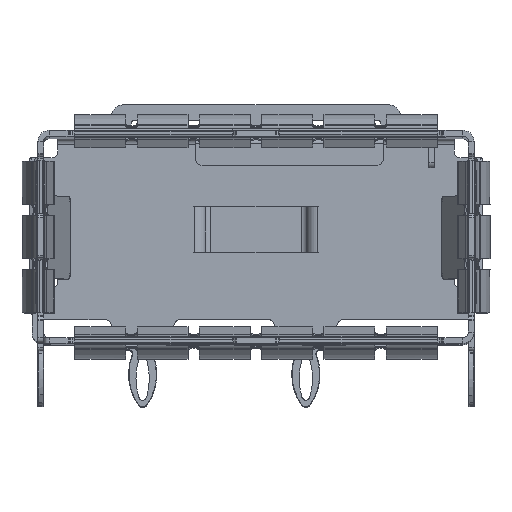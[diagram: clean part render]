
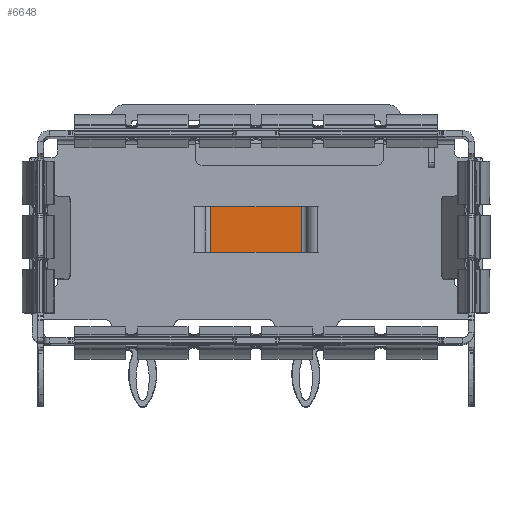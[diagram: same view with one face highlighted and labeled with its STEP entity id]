
A CAD part, top view. The second image highlights one B-rep face of the part: STEP entity #6648.
In plain terms, the highlighted planar face has unit normal (0, 0, 1).
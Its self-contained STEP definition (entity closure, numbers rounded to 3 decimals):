
#731 = EDGE_LOOP ( 'NONE', ( #54373, #92231, #43408, #99143 ) ) ;
#1088 = CARTESIAN_POINT ( 'NONE',  ( -2., 4.15, -71.575 ) ) ;
#2251 = EDGE_CURVE ( 'NONE', #62629, #12916, #65472, .T. ) ;
#5820 = DIRECTION ( 'NONE',  ( 0., 0., -1. ) ) ;
#6648 = ADVANCED_FACE ( 'NONE', ( #30779 ), #73700, .F. ) ;
#7181 = CARTESIAN_POINT ( 'NONE',  ( 2., 6.16, -71.575 ) ) ;
#12916 = VERTEX_POINT ( 'NONE', #70511 ) ;
#13338 = LINE ( 'NONE', #95738, #82933 ) ;
#14696 = VECTOR ( 'NONE', #74585, 1000. ) ;
#17317 = VERTEX_POINT ( 'NONE', #1088 ) ;
#18103 = VERTEX_POINT ( 'NONE', #42441 ) ;
#19538 = LINE ( 'NONE', #88711, #14696 ) ;
#24633 = VECTOR ( 'NONE', #92301, 1000. ) ;
#30779 = FACE_OUTER_BOUND ( 'NONE', #731, .T. ) ;
#35314 = EDGE_CURVE ( 'NONE', #62629, #17317, #13338, .T. ) ;
#37765 = DIRECTION ( 'NONE',  ( 0., 1., 0. ) ) ;
#38601 = CARTESIAN_POINT ( 'NONE',  ( 2.5, 6.15, -71.575 ) ) ;
#42441 = CARTESIAN_POINT ( 'NONE',  ( 2., 4.15, -71.575 ) ) ;
#43408 = ORIENTED_EDGE ( 'NONE', *, *, #92166, .F. ) ;
#44822 = DIRECTION ( 'NONE',  ( 0., -1., 0. ) ) ;
#54373 = ORIENTED_EDGE ( 'NONE', *, *, #2251, .F. ) ;
#59617 = CARTESIAN_POINT ( 'NONE',  ( -2.25, 6.16, -71.575 ) ) ;
#62629 = VERTEX_POINT ( 'NONE', #79452 ) ;
#65472 = LINE ( 'NONE', #38601, #24633 ) ;
#70511 = CARTESIAN_POINT ( 'NONE',  ( 2., 6.15, -71.575 ) ) ;
#73700 = PLANE ( 'NONE',  #95366 ) ;
#74585 = DIRECTION ( 'NONE',  ( -1., 0., 0. ) ) ;
#79452 = CARTESIAN_POINT ( 'NONE',  ( -2., 6.15, -71.575 ) ) ;
#79585 = EDGE_CURVE ( 'NONE', #18103, #12916, #88243, .T. ) ;
#82246 = VECTOR ( 'NONE', #37765, 1000. ) ;
#82933 = VECTOR ( 'NONE', #96077, 1000. ) ;
#88243 = LINE ( 'NONE', #7181, #82246 ) ;
#88711 = CARTESIAN_POINT ( 'NONE',  ( 2.5, 4.15, -71.575 ) ) ;
#92166 = EDGE_CURVE ( 'NONE', #18103, #17317, #19538, .T. ) ;
#92231 = ORIENTED_EDGE ( 'NONE', *, *, #35314, .T. ) ;
#92301 = DIRECTION ( 'NONE',  ( 1., 0., 0. ) ) ;
#95366 = AXIS2_PLACEMENT_3D ( 'NONE', #59617, #5820, #44822 ) ;
#95738 = CARTESIAN_POINT ( 'NONE',  ( -2., 4.15, -71.575 ) ) ;
#96077 = DIRECTION ( 'NONE',  ( 0., -1., 0. ) ) ;
#99143 = ORIENTED_EDGE ( 'NONE', *, *, #79585, .T. ) ;
